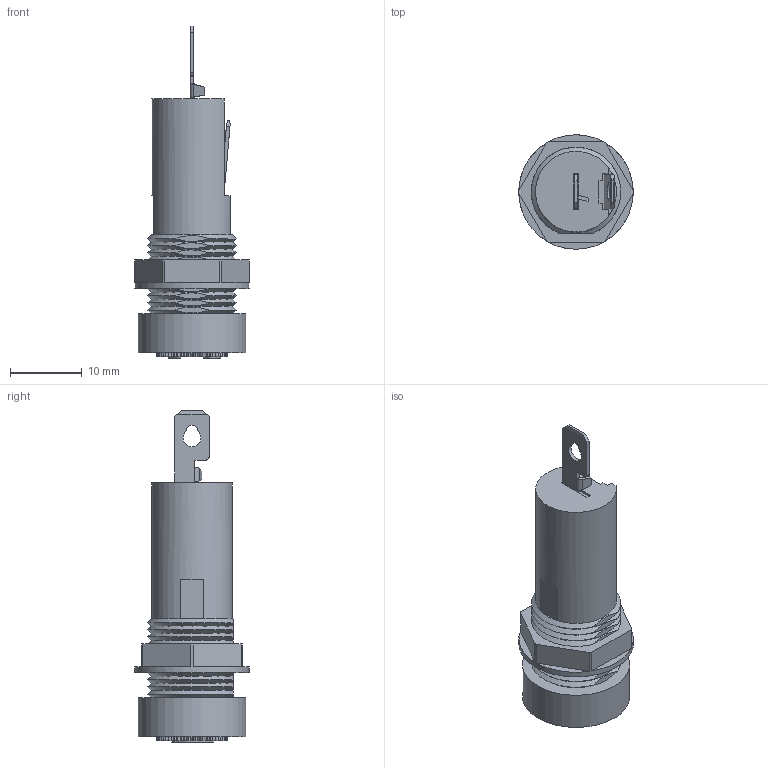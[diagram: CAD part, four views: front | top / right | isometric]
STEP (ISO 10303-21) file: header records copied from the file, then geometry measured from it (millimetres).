
FILE_DESCRIPTION( ( 'Unknown' ), '1' );
FILE_NAME( '696315001002 - PTF_70.stp', 'Unknown', ( 'Quentin LAIDEBEUR' ), ( 'WE' ), 'PSStep 15.0.49', 'Sample-box', ' ' );
FILE_SCHEMA( ( 'AUTOMOTIVE_DESIGN { 1 0 10303 214 1 1 1 1 }' ) );
Length unit declared in the file: millimetre
Products named in the file (1): 1
Bounding box: 16 x 16 x 46.4 mm (x, y, z)
Volume: 4237.6 mm3; surface area: 2577.9 mm2
Topology: 1 solids, 1 shells, 360 faces, 1010 edges, 666 vertices
Faces by surface type: plane 331, cone 14, cylinder 13, bspline 2
Full cylindrical faces by diameter (mm): 10.1 x1, 15 x1, 16 x1
Entity records: 21331 total; most frequent: CARTESIAN_POINT 2936, ORIENTED_EDGE 1962, DIRECTION 1735, PRESENTATION_STYLE_ASSIGNMENT 1702, COLOUR_RGB 1702, STYLED_ITEM 1342, CURVE_STYLE 1342, DRAUGHTING_PRE_DEFINED_CURVE_FONT 1342
